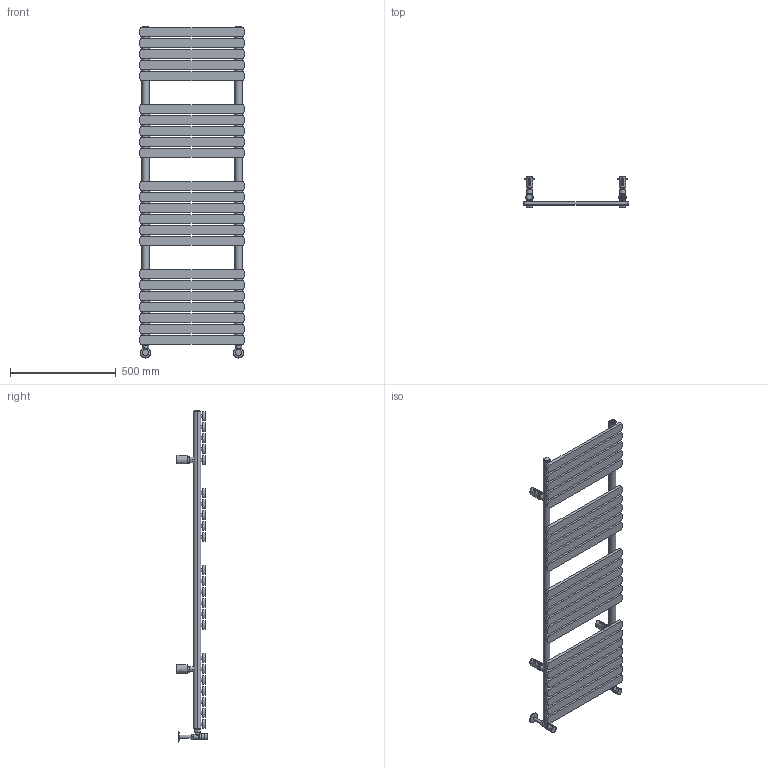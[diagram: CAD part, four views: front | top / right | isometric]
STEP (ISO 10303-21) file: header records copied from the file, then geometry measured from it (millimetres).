
FILE_DESCRIPTION (( 'STEP AP203' ), '1' );
FILE_NAME ('R1707-1500x500.STEP', '2018-06-21T07:01:40', ( 'USER-' ), ( 'MS' ), 'SwSTEP 2.0', 'SolidWorks 2010', '' );
FILE_SCHEMA (( 'CONFIG_CONTROL_DESIGN' ));
Length unit declared in the file: millimetre
Products named in the file (11): R1707-1500x500; RP0102-01_Default; 翋奪; 盓創諉芛; R27盓創; RP0101-02; M5X16坋趼蹟佪隊_GB_SOCKET_TYPE7 M5X16-C; 褒概; 佪黑; 變瑞; R17盓奪
Assembly tree (40 placements, depth 3):
  R1707-1500x500
    R17盓奪  x23
    R27盓創  x4
      RP0101-02
      RP0102-01_Default
      M5X16坋趼蹟佪隊_GB_SOCKET_TYPE7 M5X16-C
    盓創諉芛  x4
    變瑞
    褒概  x2
    翋奪  x2
    佪黑
Bounding box: 499.78 x 146.54 x 1570.5 mm (x, y, z)
Volume: 10124772 mm3; surface area: 1826914.1 mm2
Topology: 47 solids, 47 shells, 772 faces, 1798 edges, 1188 vertices
Faces by surface type: plane 384, cylinder 322, cone 30, bspline 16, torus 12, sphere 8
Entity records: 8586 total; most frequent: CARTESIAN_POINT 1702, DIRECTION 1083, ORIENTED_EDGE 986, EDGE_CURVE 493, AXIS2_PLACEMENT_3D 413, VERTEX_POINT 324, LINE 257, VECTOR 257
